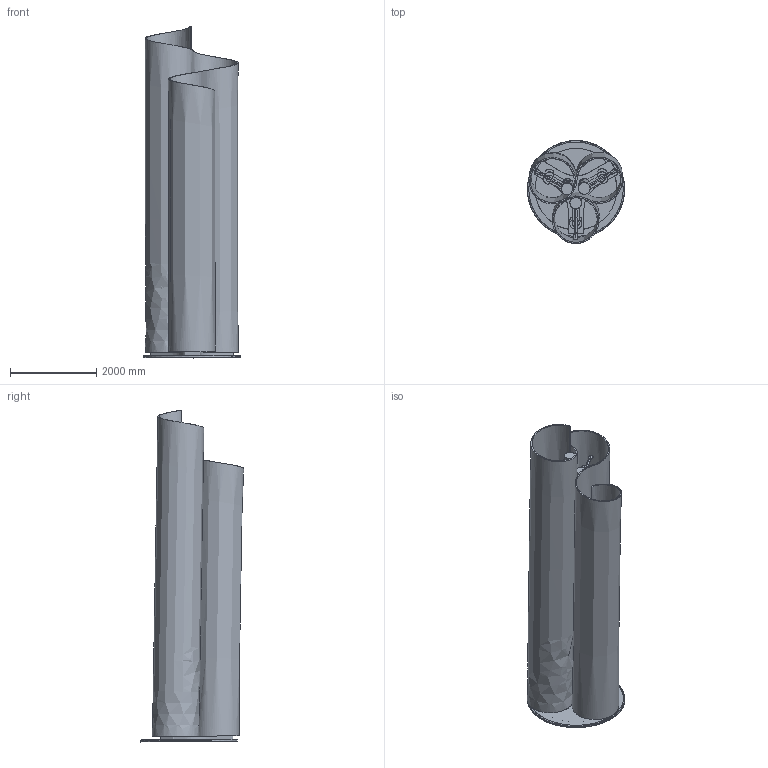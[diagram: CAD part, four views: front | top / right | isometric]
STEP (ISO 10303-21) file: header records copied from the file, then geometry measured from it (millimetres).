
FILE_DESCRIPTION(/* description */ (''),/* implementation_level */ '2;1');
FILE_NAME(/* name */ 'Mezzachimera',/* time_stamp */ '2016-05-05T11:16:00+02:00',/* author */ (''),/* organization */ (''),/* preprocessor_version */ 'ST-DEVELOPER v15',/* originating_system */ '',/* authorisation */ '');
FILE_SCHEMA (('AUTOMOTIVE_DESIGN'));
Length unit declared in the file: centimetre
Products named in the file (1): Document
Bounding box: 2259.29 x 2402.49 x 7716.86 mm (x, y, z)
Surface area: 162376335.7 mm2 (no closed solid volume)
Topology: 0 solids, 102 shells, 102 faces, 468 edges, 468 vertices
Faces by surface type: bspline 102
Entity records: 12222 total; most frequent: CARTESIAN_POINT 9996, ORIENTED_EDGE 468, EDGE_CURVE 468, VERTEX_POINT 468, B_SPLINE_CURVE_WITH_KNOTS 113, EDGE_LOOP 110, PRESENTATION_LAYER_ASSIGNMENT 102, SHELL_BASED_SURFACE_MODEL 102
